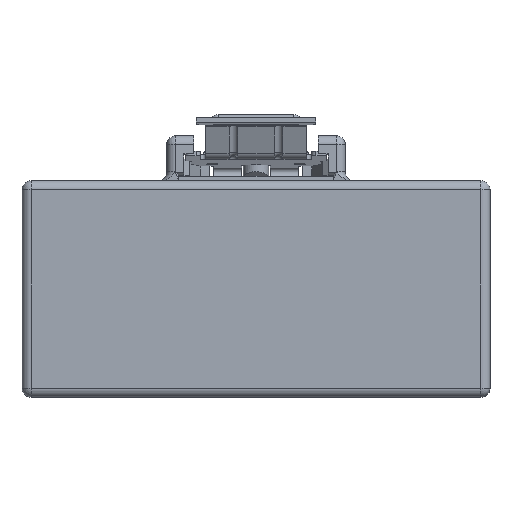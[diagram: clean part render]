
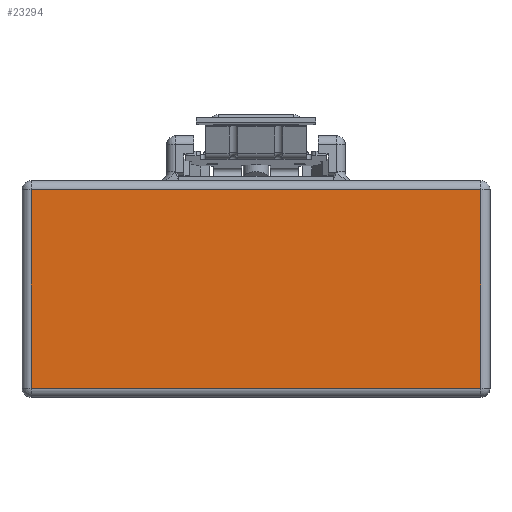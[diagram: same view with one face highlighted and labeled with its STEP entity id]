
A CAD part, top view. The second image highlights one B-rep face of the part: STEP entity #23294.
In plain terms, the highlighted planar face has unit normal (0, 0, 1).
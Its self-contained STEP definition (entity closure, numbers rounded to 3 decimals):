
#7506=DIRECTION('',(0.,-1.,0.));
#7507=VECTOR('',#7506,11.);
#7508=CARTESIAN_POINT('',(2.504,2.03,47.6));
#7509=LINE('',#7508,#7507);
#7529=DIRECTION('',(-1.,0.,0.));
#7530=VECTOR('',#7529,24.95);
#7531=CARTESIAN_POINT('',(27.454,2.03,47.6));
#7532=LINE('',#7531,#7530);
#7548=DIRECTION('',(0.,1.,0.));
#7549=VECTOR('',#7548,11.);
#7550=CARTESIAN_POINT('',(27.454,-8.97,47.6));
#7551=LINE('',#7550,#7549);
#7560=DIRECTION('',(1.,0.,0.));
#7561=VECTOR('',#7560,24.95);
#7562=CARTESIAN_POINT('',(2.504,-8.97,47.6));
#7563=LINE('',#7562,#7561);
#11024=CARTESIAN_POINT('',(2.504,2.03,47.6));
#11025=VERTEX_POINT('',#11024);
#11026=CARTESIAN_POINT('',(2.504,-8.97,47.6));
#11027=VERTEX_POINT('',#11026);
#11028=CARTESIAN_POINT('',(27.454,2.03,47.6));
#11029=VERTEX_POINT('',#11028);
#11030=CARTESIAN_POINT('',(27.454,-8.97,47.6));
#11031=VERTEX_POINT('',#11030);
#23282=CARTESIAN_POINT('',(14.979,0.,47.6));
#23283=DIRECTION('',(0.,0.,1.));
#23284=DIRECTION('',(1.,0.,0.));
#23285=AXIS2_PLACEMENT_3D('',#23282,#23283,#23284);
#23286=PLANE('',#23285);
#23287=ORIENTED_EDGE('',*,*,#23222,.F.);
#23288=ORIENTED_EDGE('',*,*,#23249,.F.);
#23289=ORIENTED_EDGE('',*,*,#23272,.F.);
#23291=ORIENTED_EDGE('',*,*,#23290,.F.);
#23292=EDGE_LOOP('',(#23287,#23288,#23289,#23291));
#23293=FACE_OUTER_BOUND('',#23292,.F.);
#23294=ADVANCED_FACE('',(#23293),#23286,.T.);
#23222=EDGE_CURVE('',#11025,#11027,#7509,.T.);
#23249=EDGE_CURVE('',#11029,#11025,#7532,.T.);
#23272=EDGE_CURVE('',#11031,#11029,#7551,.T.);
#23290=EDGE_CURVE('',#11027,#11031,#7563,.T.);
